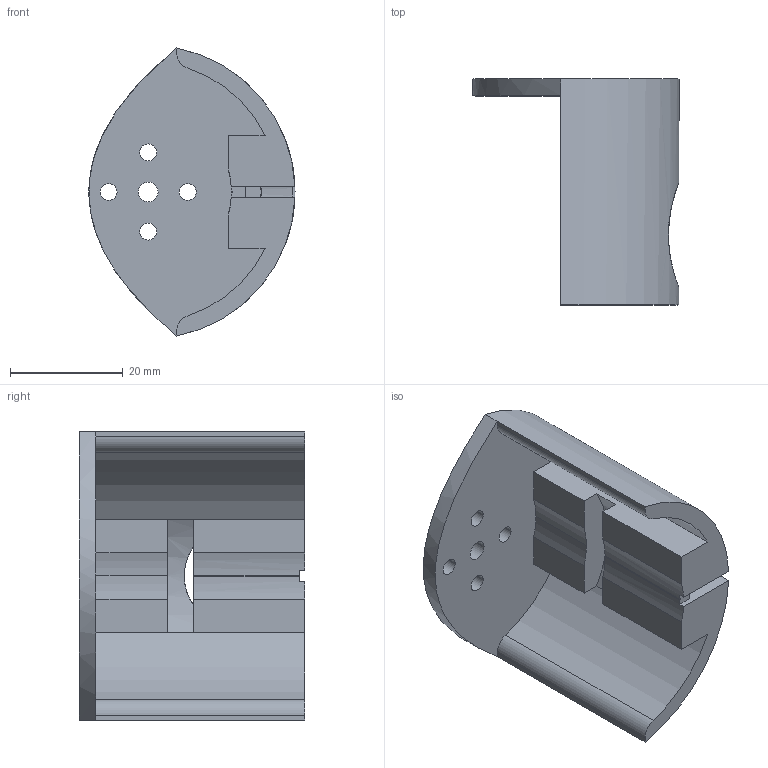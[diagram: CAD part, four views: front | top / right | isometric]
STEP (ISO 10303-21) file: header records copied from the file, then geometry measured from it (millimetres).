
FILE_DESCRIPTION (( 'STEP AP214' ), '1' );
FILE_NAME ('rotor.STEP', '2024-05-08T20:42:44', ( '' ), ( '' ), 'SwSTEP 2.0', 'SolidWorks 2023', '' );
FILE_SCHEMA (( 'AUTOMOTIVE_DESIGN' ));
Length unit declared in the file: millimetre
Products named in the file (1): rotor
Bounding box: 36.47 x 40 x 51.02 mm (x, y, z)
Volume: 14453.2 mm3; surface area: 9268.9 mm2
Topology: 1 solids, 1 shells, 46 faces, 136 edges, 90 vertices
Faces by surface type: cylinder 23, plane 21, bspline 2
Entity records: 2080 total; most frequent: CARTESIAN_POINT 779, ORIENTED_EDGE 272, DIRECTION 265, EDGE_CURVE 136, AXIS2_PLACEMENT_3D 93, VERTEX_POINT 90, VECTOR 79, LINE 79
